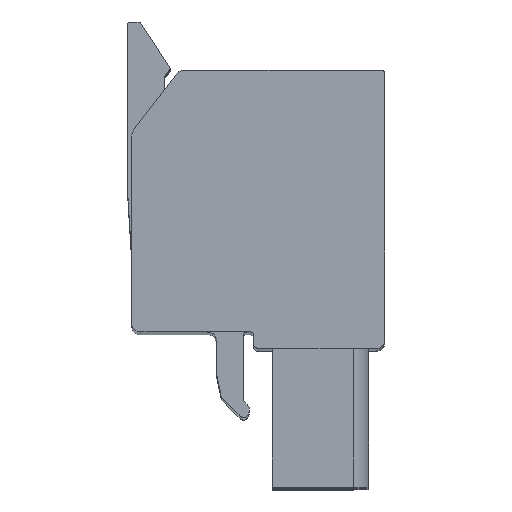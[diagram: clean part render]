
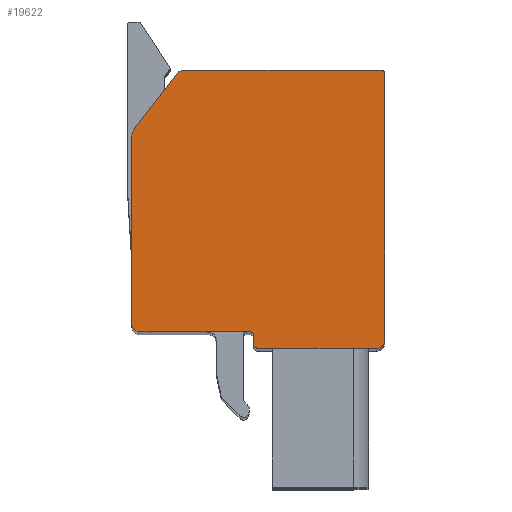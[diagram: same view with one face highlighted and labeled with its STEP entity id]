
A CAD part, top view. The second image highlights one B-rep face of the part: STEP entity #19622.
In plain terms, the highlighted planar face has unit normal (0, 0, 1).
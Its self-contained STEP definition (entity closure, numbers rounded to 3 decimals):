
#577=DIRECTION('',(1.,0.,0.));
#578=VECTOR('',#577,7.05);
#579=CARTESIAN_POINT('',(9.402,11.784,2.94));
#580=LINE('',#579,#578);
#2485=CARTESIAN_POINT('',(9.402,12.084,2.94));
#2486=DIRECTION('',(0.,0.,1.));
#2487=DIRECTION('',(-1.,0.,0.));
#2488=AXIS2_PLACEMENT_3D('',#2485,#2486,#2487);
#2490=DIRECTION('',(0.,-1.,0.));
#2491=VECTOR('',#2490,0.5);
#2492=CARTESIAN_POINT('',(9.102,12.584,2.94));
#2493=LINE('',#2492,#2491);
#2494=CARTESIAN_POINT('',(8.902,12.584,2.94));
#2495=DIRECTION('',(0.,0.,-1.));
#2496=DIRECTION('',(0.,1.,0.));
#2497=AXIS2_PLACEMENT_3D('',#2494,#2495,#2496);
#2499=DIRECTION('',(1.,0.,0.));
#2500=VECTOR('',#2499,6.61);
#2501=CARTESIAN_POINT('',(2.292,12.784,2.94));
#2502=LINE('',#2501,#2500);
#2503=CARTESIAN_POINT('',(2.292,13.284,2.94));
#2504=DIRECTION('',(0.,0.,1.));
#2505=DIRECTION('',(-1.,0.,0.));
#2506=AXIS2_PLACEMENT_3D('',#2503,#2504,#2505);
#2508=DIRECTION('',(0.,-1.,0.));
#2509=VECTOR('',#2508,11.132);
#2510=CARTESIAN_POINT('',(1.792,24.416,2.94));
#2511=LINE('',#2510,#2509);
#2512=CARTESIAN_POINT('',(2.792,24.416,2.94));
#2513=DIRECTION('',(0.,0.,1.));
#2514=DIRECTION('',(-0.789,0.614,0.));
#2515=AXIS2_PLACEMENT_3D('',#2512,#2513,#2514);
#2517=DIRECTION('',(-0.614,-0.789,0.));
#2518=VECTOR('',#2517,4.1);
#2519=CARTESIAN_POINT('',(4.52,28.266,2.94));
#2520=LINE('',#2519,#2518);
#2521=CARTESIAN_POINT('',(4.915,27.959,2.94));
#2522=DIRECTION('',(0.,0.,1.));
#2523=DIRECTION('',(0.,1.,0.));
#2524=AXIS2_PLACEMENT_3D('',#2521,#2522,#2523);
#2526=DIRECTION('',(-1.,0.,0.));
#2527=VECTOR('',#2526,11.838);
#2528=CARTESIAN_POINT('',(16.752,28.459,2.94));
#2529=LINE('',#2528,#2527);
#2530=CARTESIAN_POINT('',(16.752,28.259,2.94));
#2531=DIRECTION('',(0.,0.,1.));
#2532=DIRECTION('',(1.,0.,0.));
#2533=AXIS2_PLACEMENT_3D('',#2530,#2531,#2532);
#2535=DIRECTION('',(0.,1.,0.));
#2536=VECTOR('',#2535,15.975);
#2537=CARTESIAN_POINT('',(16.952,12.284,2.94));
#2538=LINE('',#2537,#2536);
#2539=CARTESIAN_POINT('',(16.452,12.284,2.94));
#2540=DIRECTION('',(0.,0.,1.));
#2541=DIRECTION('',(0.,-1.,0.));
#2542=AXIS2_PLACEMENT_3D('',#2539,#2540,#2541);
#12539=CARTESIAN_POINT('',(2.003,25.03,2.94));
#12540=CARTESIAN_POINT('',(1.792,24.416,2.94));
#12541=VERTEX_POINT('',#12539);
#12542=VERTEX_POINT('',#12540);
#12543=CARTESIAN_POINT('',(1.792,13.284,2.94));
#12544=VERTEX_POINT('',#12543);
#12545=CARTESIAN_POINT('',(2.292,12.784,2.94));
#12546=VERTEX_POINT('',#12545);
#12547=CARTESIAN_POINT('',(8.902,12.784,2.94));
#12548=VERTEX_POINT('',#12547);
#12549=CARTESIAN_POINT('',(9.102,12.584,2.94));
#12550=VERTEX_POINT('',#12549);
#12551=CARTESIAN_POINT('',(9.102,12.084,2.94));
#12552=VERTEX_POINT('',#12551);
#12553=CARTESIAN_POINT('',(9.402,11.784,2.94));
#12554=VERTEX_POINT('',#12553);
#12555=CARTESIAN_POINT('',(16.452,11.784,2.94));
#12556=CARTESIAN_POINT('',(16.952,12.284,2.94));
#12557=VERTEX_POINT('',#12555);
#12558=VERTEX_POINT('',#12556);
#12559=CARTESIAN_POINT('',(16.952,28.259,2.94));
#12560=VERTEX_POINT('',#12559);
#12561=CARTESIAN_POINT('',(16.752,28.459,2.94));
#12562=VERTEX_POINT('',#12561);
#12563=CARTESIAN_POINT('',(4.915,28.459,2.94));
#12564=VERTEX_POINT('',#12563);
#12565=CARTESIAN_POINT('',(4.52,28.266,2.94));
#12566=VERTEX_POINT('',#12565);
#19588=CARTESIAN_POINT('',(0.,0.,2.94));
#19589=DIRECTION('',(0.,0.,1.));
#19590=DIRECTION('',(1.,0.,0.));
#19591=AXIS2_PLACEMENT_3D('',#19588,#19589,#19590);
#19592=PLANE('',#19591);
#19593=ORIENTED_EDGE('',*,*,#16051,.F.);
#19595=ORIENTED_EDGE('',*,*,#19594,.F.);
#19597=ORIENTED_EDGE('',*,*,#19596,.F.);
#19599=ORIENTED_EDGE('',*,*,#19598,.F.);
#19601=ORIENTED_EDGE('',*,*,#19600,.F.);
#19603=ORIENTED_EDGE('',*,*,#19602,.F.);
#19605=ORIENTED_EDGE('',*,*,#19604,.F.);
#19607=ORIENTED_EDGE('',*,*,#19606,.F.);
#19609=ORIENTED_EDGE('',*,*,#19608,.F.);
#19611=ORIENTED_EDGE('',*,*,#19610,.F.);
#19613=ORIENTED_EDGE('',*,*,#19612,.F.);
#19615=ORIENTED_EDGE('',*,*,#19614,.F.);
#19617=ORIENTED_EDGE('',*,*,#19616,.F.);
#19619=ORIENTED_EDGE('',*,*,#19618,.F.);
#19620=EDGE_LOOP('',(#19593,#19595,#19597,#19599,#19601,#19603,#19605,#19607,
#19609,#19611,#19613,#19615,#19617,#19619));
#19621=FACE_OUTER_BOUND('',#19620,.F.);
#19622=ADVANCED_FACE('',(#19621),#19592,.T.);
#2489=CIRCLE('',#2488,0.3);
#2498=CIRCLE('',#2497,0.2);
#2507=CIRCLE('',#2506,0.5);
#2516=CIRCLE('',#2515,1.);
#2525=CIRCLE('',#2524,0.5);
#2534=CIRCLE('',#2533,0.2);
#2543=CIRCLE('',#2542,0.5);
#16051=EDGE_CURVE('',#12554,#12557,#580,.T.);
#19594=EDGE_CURVE('',#12552,#12554,#2489,.T.);
#19596=EDGE_CURVE('',#12550,#12552,#2493,.T.);
#19598=EDGE_CURVE('',#12548,#12550,#2498,.T.);
#19600=EDGE_CURVE('',#12546,#12548,#2502,.T.);
#19602=EDGE_CURVE('',#12544,#12546,#2507,.T.);
#19604=EDGE_CURVE('',#12542,#12544,#2511,.T.);
#19606=EDGE_CURVE('',#12541,#12542,#2516,.T.);
#19608=EDGE_CURVE('',#12566,#12541,#2520,.T.);
#19610=EDGE_CURVE('',#12564,#12566,#2525,.T.);
#19612=EDGE_CURVE('',#12562,#12564,#2529,.T.);
#19614=EDGE_CURVE('',#12560,#12562,#2534,.T.);
#19616=EDGE_CURVE('',#12558,#12560,#2538,.T.);
#19618=EDGE_CURVE('',#12557,#12558,#2543,.T.);
